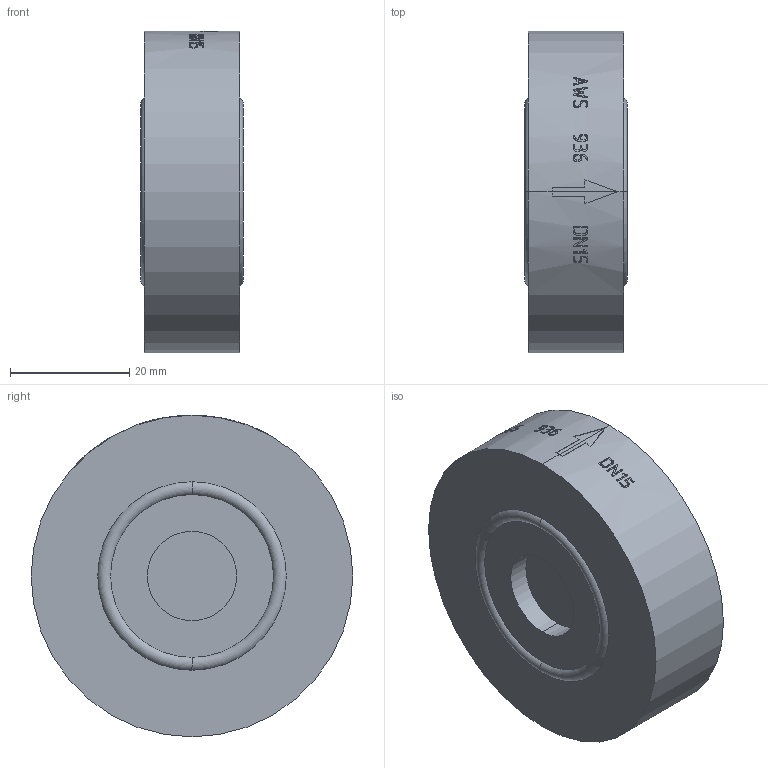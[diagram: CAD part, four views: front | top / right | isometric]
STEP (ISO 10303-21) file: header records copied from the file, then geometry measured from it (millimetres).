
FILE_DESCRIPTION (( 'STEP AP203' ), '1' );
FILE_NAME ('936-15.STEP', '2014-01-30T11:03:11', ( 'eh' ), ( 'Hewlett-Packard Company' ), 'SwSTEP 2.0', 'SolidWorks 2012', '' );
FILE_SCHEMA (( 'CONFIG_CONTROL_DESIGN' ));
Length unit declared in the file: millimetre
Products named in the file (1): 936-15
Bounding box: 17.2 x 54 x 54 mm (x, y, z)
Volume: 35420 mm3; surface area: 7848.5 mm2
Topology: 1 solids, 1 shells, 231 faces, 622 edges, 414 vertices
Faces by surface type: bspline 131, plane 66, cylinder 30, torus 4
Entity records: 16008 total; most frequent: CARTESIAN_POINT 11288, ORIENTED_EDGE 1244, EDGE_CURVE 622, DIRECTION 482, B_SPLINE_CURVE_WITH_KNOTS 434, VERTEX_POINT 414, EDGE_LOOP 252, FACE_OUTER_BOUND 231
